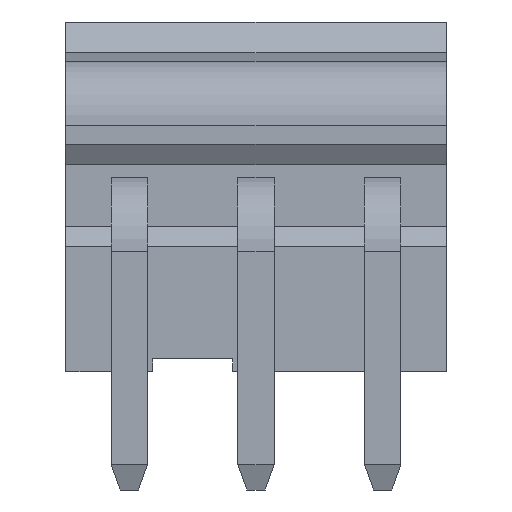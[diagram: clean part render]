
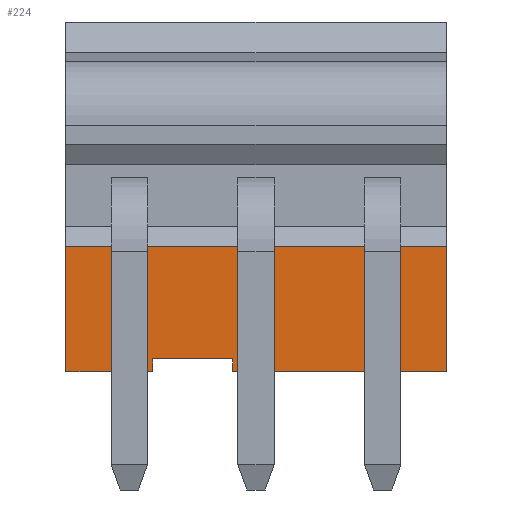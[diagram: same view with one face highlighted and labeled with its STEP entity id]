
A CAD part, front view. The second image highlights one B-rep face of the part: STEP entity #224.
In plain terms, the highlighted planar face has unit normal (0, -1, 0).
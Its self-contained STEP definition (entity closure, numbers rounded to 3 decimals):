
#224=ADVANCED_FACE('',(#629),#631,.T.);
#629=FACE_BOUND('',#630,.T.);
#630=EDGE_LOOP('',(#944,#945,#946,#947,#948,#949,#950,#951));
#631=PLANE('',#632);
#632=AXIS2_PLACEMENT_3D('',#633,#634,#635);
#633=CARTESIAN_POINT('',(9.9,3.5,0.));
#634=DIRECTION('',(0.,-1.,0.));
#635=DIRECTION('',(0.,0.,1.));
#944=ORIENTED_EDGE('',*,*,#1174,.T.);
#945=ORIENTED_EDGE('',*,*,#1175,.F.);
#946=ORIENTED_EDGE('',*,*,#1176,.T.);
#947=ORIENTED_EDGE('',*,*,#1177,.T.);
#948=ORIENTED_EDGE('',*,*,#1178,.F.);
#949=ORIENTED_EDGE('',*,*,#1179,.F.);
#950=ORIENTED_EDGE('',*,*,#1180,.T.);
#951=ORIENTED_EDGE('',*,*,#1181,.T.);
#1174=EDGE_CURVE('',#1289,#1290,#1291,.F.);
#1175=EDGE_CURVE('',#1292,#1290,#1293,.T.);
#1176=EDGE_CURVE('',#1292,#1294,#1295,.T.);
#1177=EDGE_CURVE('',#1294,#1296,#1297,.T.);
#1178=EDGE_CURVE('',#1298,#1296,#1299,.T.);
#1179=EDGE_CURVE('',#1300,#1298,#1301,.T.);
#1180=EDGE_CURVE('',#1300,#1302,#1303,.F.);
#1181=EDGE_CURVE('',#1302,#1289,#1304,.F.);
#1289=VERTEX_POINT('',#1478);
#1290=VERTEX_POINT('',#1479);
#1291=LINE('',#1480,#1481);
#1292=VERTEX_POINT('',#1483);
#1293=LINE('',#1484,#1485);
#1294=VERTEX_POINT('',#1487);
#1295=LINE('',#1488,#1489);
#1296=VERTEX_POINT('',#1491);
#1297=LINE('',#1492,#1493);
#1298=VERTEX_POINT('',#1495);
#1299=LINE('',#1496,#1497);
#1300=VERTEX_POINT('',#1499);
#1301=LINE('',#1500,#1501);
#1302=VERTEX_POINT('',#1503);
#1303=LINE('',#1504,#1505);
#1304=LINE('',#1507,#1508);
#1478=CARTESIAN_POINT('',(3.23,3.5,0.4));
#1479=CARTESIAN_POINT('',(3.23,3.5,0.));
#1480=CARTESIAN_POINT('',(3.23,3.5,0.));
#1481=VECTOR('',#1482,1.);
#1482=DIRECTION('',(0.,0.,1.));
#1483=CARTESIAN_POINT('',(9.9,3.5,0.));
#1484=CARTESIAN_POINT('',(9.9,3.5,0.));
#1485=VECTOR('',#1486,1.);
#1486=DIRECTION('',(-1.,0.,0.));
#1487=CARTESIAN_POINT('',(9.9,3.5,3.9));
#1488=CARTESIAN_POINT('',(9.9,3.5,0.));
#1489=VECTOR('',#1490,1.);
#1490=DIRECTION('',(0.,0.,1.));
#1491=CARTESIAN_POINT('',(-1.98,3.5,3.9));
#1492=CARTESIAN_POINT('',(9.9,3.5,3.9));
#1493=VECTOR('',#1494,1.);
#1494=DIRECTION('',(-1.,0.,0.));
#1495=CARTESIAN_POINT('',(-1.98,3.5,0.));
#1496=CARTESIAN_POINT('',(-1.98,3.5,0.));
#1497=VECTOR('',#1498,1.);
#1498=DIRECTION('',(0.,0.,1.));
#1499=CARTESIAN_POINT('',(0.73,3.5,0.));
#1500=CARTESIAN_POINT('',(0.73,3.5,0.));
#1501=VECTOR('',#1502,1.);
#1502=DIRECTION('',(-1.,0.,0.));
#1503=CARTESIAN_POINT('',(0.73,3.5,0.4));
#1504=CARTESIAN_POINT('',(0.73,3.5,0.4));
#1505=VECTOR('',#1506,1.);
#1506=DIRECTION('',(0.,0.,-1.));
#1507=CARTESIAN_POINT('',(3.23,3.5,0.4));
#1508=VECTOR('',#1509,1.);
#1509=DIRECTION('',(-1.,0.,0.));
